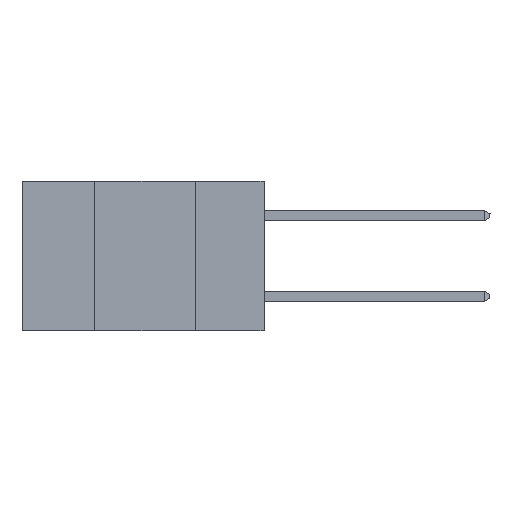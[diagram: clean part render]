
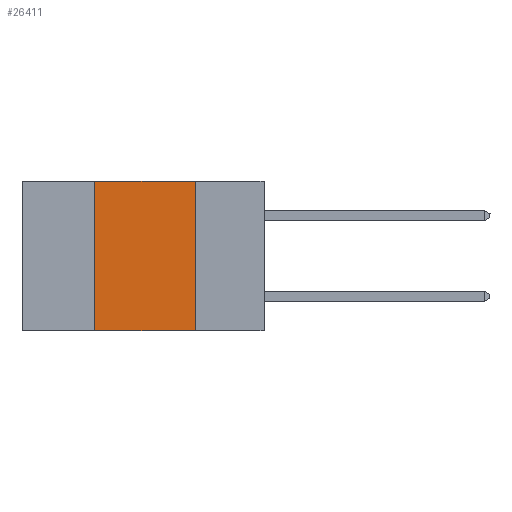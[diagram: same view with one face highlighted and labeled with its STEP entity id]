
A CAD part, left-side view. The second image highlights one B-rep face of the part: STEP entity #26411.
In plain terms, the highlighted planar face has unit normal (-1, 0, 0).
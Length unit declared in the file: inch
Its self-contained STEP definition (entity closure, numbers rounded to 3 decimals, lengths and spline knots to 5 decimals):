
#797 = DIRECTION ( 'NONE',  ( 0., 0., -1. ) ) ;
#3030 = DIRECTION ( 'NONE',  ( 0., -1., 0. ) ) ;
#3326 = VECTOR ( 'NONE', #33838, 39.37008 ) ;
#4163 = LINE ( 'NONE', #12561, #3326 ) ;
#4553 = CARTESIAN_POINT ( 'NONE',  ( 0., 0.6, 0. ) ) ;
#4824 = FACE_OUTER_BOUND ( 'NONE', #18663, .T. ) ;
#5489 = CARTESIAN_POINT ( 'NONE',  ( 0., 0.42, -0.37 ) ) ;
#6525 = ORIENTED_EDGE ( 'NONE', *, *, #9424, .F. ) ;
#8201 = ORIENTED_EDGE ( 'NONE', *, *, #17527, .T. ) ;
#8828 = CARTESIAN_POINT ( 'NONE',  ( 0., 0.17, 0. ) ) ;
#9424 = EDGE_CURVE ( 'NONE', #30161, #34472, #16163, .T. ) ;
#9442 = VERTEX_POINT ( 'NONE', #5489 ) ;
#9947 = PLANE ( 'NONE',  #14574 ) ;
#10358 = EDGE_CURVE ( 'NONE', #34472, #28347, #13591, .T. ) ;
#10711 = CARTESIAN_POINT ( 'NONE',  ( 0., 0.42, 0. ) ) ;
#10789 = DIRECTION ( 'NONE',  ( 0., -1., 0. ) ) ;
#12561 = CARTESIAN_POINT ( 'NONE',  ( 0., 0.42, 0. ) ) ;
#12673 = DIRECTION ( 'NONE',  ( 1., 0., 0. ) ) ;
#13591 = LINE ( 'NONE', #8828, #26940 ) ;
#13664 = VECTOR ( 'NONE', #10789, 39.37008 ) ;
#13675 = ORIENTED_EDGE ( 'NONE', *, *, #19333, .F. ) ;
#14574 = AXIS2_PLACEMENT_3D ( 'NONE', #4553, #12673, #31260 ) ;
#16163 = LINE ( 'NONE', #18747, #13664 ) ;
#17489 = VECTOR ( 'NONE', #3030, 39.37008 ) ;
#17527 = EDGE_CURVE ( 'NONE', #9442, #28347, #29942, .T. ) ;
#18663 = EDGE_LOOP ( 'NONE', ( #26202, #6525, #13675, #8201 ) ) ;
#18747 = CARTESIAN_POINT ( 'NONE',  ( 0., 0.6, 0. ) ) ;
#18814 = CARTESIAN_POINT ( 'NONE',  ( 0., 0.17, 0. ) ) ;
#19333 = EDGE_CURVE ( 'NONE', #9442, #30161, #4163, .T. ) ;
#22140 = CARTESIAN_POINT ( 'NONE',  ( 0., 0.17, -0.37 ) ) ;
#26202 = ORIENTED_EDGE ( 'NONE', *, *, #10358, .F. ) ;
#26411 = ADVANCED_FACE ( 'NONE', ( #4824 ), #9947, .F. ) ;
#26940 = VECTOR ( 'NONE', #797, 39.37008 ) ;
#28347 = VERTEX_POINT ( 'NONE', #22140 ) ;
#29942 = LINE ( 'NONE', #32421, #17489 ) ;
#30161 = VERTEX_POINT ( 'NONE', #10711 ) ;
#31260 = DIRECTION ( 'NONE',  ( 0., 0., -1. ) ) ;
#32421 = CARTESIAN_POINT ( 'NONE',  ( 0., 0.6, -0.37 ) ) ;
#33838 = DIRECTION ( 'NONE',  ( 0., 0., 1. ) ) ;
#34472 = VERTEX_POINT ( 'NONE', #18814 ) ;
